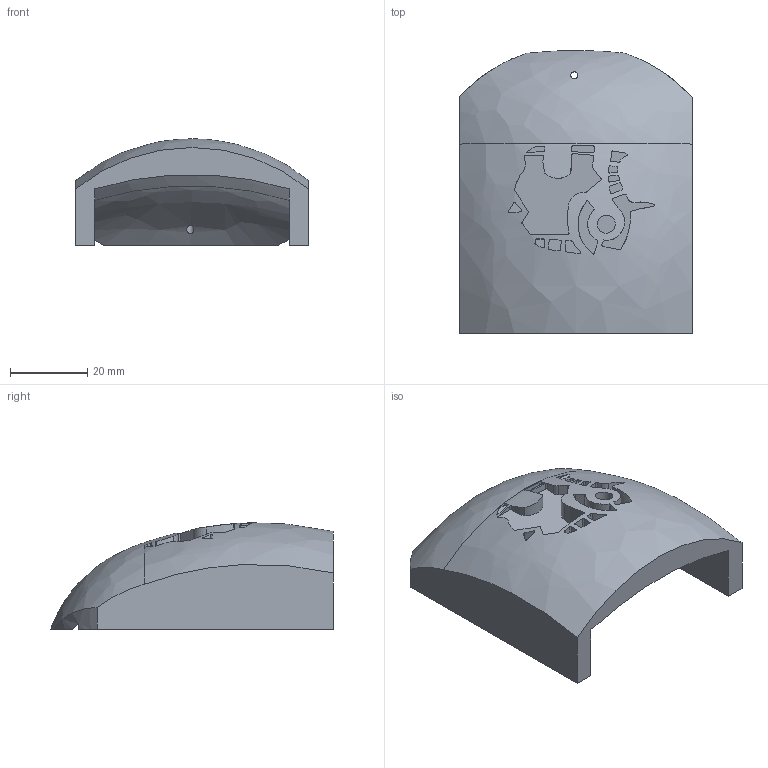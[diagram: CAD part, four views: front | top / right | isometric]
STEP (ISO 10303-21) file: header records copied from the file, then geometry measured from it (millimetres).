
FILE_DESCRIPTION(/* description */ ('STEP AP242','CAx-IF Rec.Pracs.---Representation and Presentation of Product Manufacturing Information (PMI)---4.0---2014-10-13','CAx-IF Rec.Pracs.---3D Tessellated Geometry---0.4---2014-09-14','2;1'),/* implementation_level */ '2;1');
FILE_NAME(/* name */ 'cover - Part 1',/* time_stamp */ '2025-07-09T18:34:33Z',/* author */ (''),/* organization */ (''),/* preprocessor_version */ 'ST-DEVELOPER v20',/* originating_system */ 'ONSHAPE BY PTC INC, 1.200',/* authorisation */ ' ');
FILE_SCHEMA (('AP242_MANAGED_MODEL_BASED_3D_ENGINEERING_MIM_LF { 1 0 10303 442 1 1 4 }'));
Length unit declared in the file: metre
Products named in the file (1): Part 1
Bounding box: 60.46 x 73.44 x 27.6 mm (x, y, z)
Volume: 29501.8 mm3; surface area: 14799.9 mm2
Topology: 1 solids, 1 shells, 161 faces, 435 edges, 290 vertices
Faces by surface type: cylinder 81, plane 76, bspline 4
Full cylindrical faces by diameter (mm): 1.85 x1, 4.637 x1
Entity records: 5392 total; most frequent: CARTESIAN_POINT 1542, ORIENTED_EDGE 866, DIRECTION 685, EDGE_CURVE 433, VERTEX_POINT 290, AXIS2_PLACEMENT_3D 244, LINE 197, VECTOR 197
